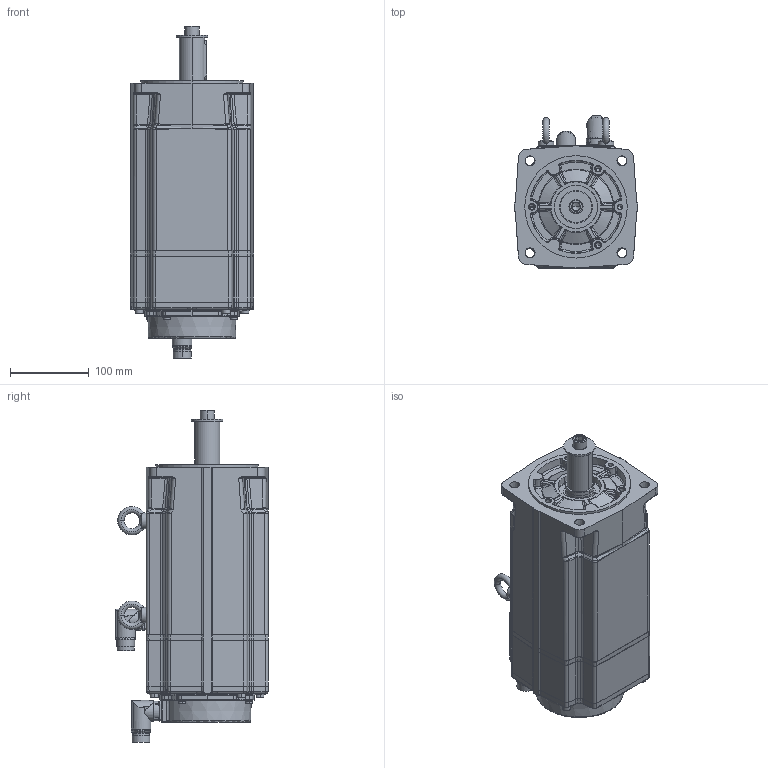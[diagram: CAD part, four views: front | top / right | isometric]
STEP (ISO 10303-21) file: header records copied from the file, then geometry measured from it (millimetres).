
FILE_DESCRIPTION((''),'2;1');
FILE_NAME('NX840EAR7301_SW0001','2005-07-19T',('stagiaire'),(''),'PRO/ENGINEER BY PARAMETRIC TECHNOLOGY CORPORATION, 2005110','PRO/ENGINEER BY PARAMETRIC TECHNOLOGY CORPORATION, 2005110','');
FILE_SCHEMA(('CONFIG_CONTROL_DESIGN'));
Products named in the file (1): NX840EAR7301_SW0001
Bounding box: 157 x 193.5 x 421.4 mm (x, y, z)
Volume: 6404449.8 mm3; surface area: 288443.5 mm2
Topology: 2 solids, 3 shells, 2519 faces, 6284 edges, 3824 vertices
Faces by surface type: plane 954, cylinder 655, bspline 497, cone 247, torus 124, sphere 42
Entity records: 103404 total; most frequent: CARTESIAN_POINT 47643, ORIENTED_EDGE 12424, DIRECTION 10429, EDGE_CURVE 6212, VERTEX_POINT 3824, AXIS2_PLACEMENT_3D 3764, VECTOR 2901, LINE 2901
